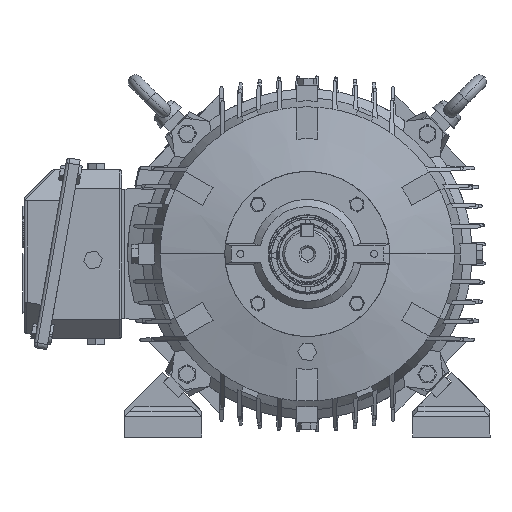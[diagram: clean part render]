
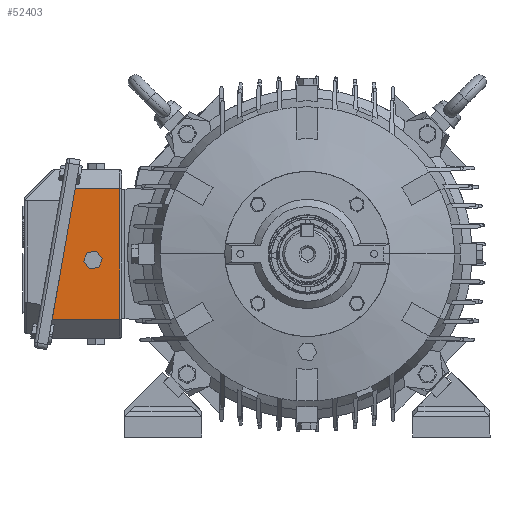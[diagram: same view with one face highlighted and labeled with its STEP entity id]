
A CAD part, left-side view. The second image highlights one B-rep face of the part: STEP entity #52403.
In plain terms, the highlighted face is planar.
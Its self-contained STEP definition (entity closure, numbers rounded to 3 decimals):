
#888 = CIRCLE ( 'NONE', #82417, 5. ) ;
#1410 = VECTOR ( 'NONE', #32432, 1000. ) ;
#3987 = LINE ( 'NONE', #106049, #1410 ) ;
#4755 = VECTOR ( 'NONE', #88328, 1000. ) ;
#5336 = EDGE_CURVE ( 'NONE', #58105, #56682, #3987, .T. ) ;
#8266 = DIRECTION ( 'NONE',  ( 0., 0., -1. ) ) ;
#10364 = CIRCLE ( 'NONE', #53388, 5. ) ;
#12948 = EDGE_CURVE ( 'NONE', #35388, #22283, #10364, .T. ) ;
#14878 = CARTESIAN_POINT ( 'NONE',  ( 18.343, 0., -78. ) ) ;
#15109 = EDGE_LOOP ( 'NONE', ( #28851, #47541 ) ) ;
#15500 = DIRECTION ( 'NONE',  ( 0., 0., -1. ) ) ;
#15823 = EDGE_CURVE ( 'NONE', #89914, #65757, #77899, .T. ) ;
#19312 = EDGE_LOOP ( 'NONE', ( #42978, #28072, #46643, #81078 ) ) ;
#20726 = VECTOR ( 'NONE', #95193, 1000. ) ;
#22283 = VERTEX_POINT ( 'NONE', #73856 ) ;
#24373 = PLANE ( 'NONE',  #30854 ) ;
#24461 = DIRECTION ( 'NONE',  ( 0.985, 0.174, 0. ) ) ;
#28072 = ORIENTED_EDGE ( 'NONE', *, *, #5336, .T. ) ;
#28851 = ORIENTED_EDGE ( 'NONE', *, *, #12948, .F. ) ;
#30348 = FACE_BOUND ( 'NONE', #15109, .T. ) ;
#30854 = AXIS2_PLACEMENT_3D ( 'NONE', #32614, #8266, #66013 ) ;
#32432 = DIRECTION ( 'NONE',  ( -1., 0., 0. ) ) ;
#32614 = CARTESIAN_POINT ( 'NONE',  ( 0., 0., -78. ) ) ;
#35388 = VERTEX_POINT ( 'NONE', #65256 ) ;
#37835 = CARTESIAN_POINT ( 'NONE',  ( 144.983, 0., -78. ) ) ;
#39384 = CARTESIAN_POINT ( 'NONE',  ( 18.343, 2., -78. ) ) ;
#41653 = CARTESIAN_POINT ( 'NONE',  ( -7.217, 40.929, -78. ) ) ;
#42737 = DIRECTION ( 'NONE',  ( -1., 0., 0. ) ) ;
#42978 = ORIENTED_EDGE ( 'NONE', *, *, #60476, .F. ) ;
#44448 = FACE_OUTER_BOUND ( 'NONE', #19312, .T. ) ;
#46643 = ORIENTED_EDGE ( 'NONE', *, *, #99719, .F. ) ;
#47541 = ORIENTED_EDGE ( 'NONE', *, *, #76303, .F. ) ;
#52403 = ADVANCED_FACE ( 'NONE', ( #30348, #44448 ), #24373, .T. ) ;
#53388 = AXIS2_PLACEMENT_3D ( 'NONE', #59968, #76783, #42737 ) ;
#56682 = VERTEX_POINT ( 'NONE', #39384 ) ;
#58105 = VERTEX_POINT ( 'NONE', #99047 ) ;
#59968 = CARTESIAN_POINT ( 'NONE',  ( 87.503, 28.088, -78. ) ) ;
#60476 = EDGE_CURVE ( 'NONE', #58105, #65757, #102896, .T. ) ;
#63863 = LINE ( 'NONE', #14878, #4755 ) ;
#65256 = CARTESIAN_POINT ( 'NONE',  ( 82.503, 28.088, -78. ) ) ;
#65757 = VERTEX_POINT ( 'NONE', #74900 ) ;
#66013 = DIRECTION ( 'NONE',  ( -1., 0., 0. ) ) ;
#73856 = CARTESIAN_POINT ( 'NONE',  ( 92.503, 28.088, -78. ) ) ;
#74900 = CARTESIAN_POINT ( 'NONE',  ( 144.983, 67.766, -78. ) ) ;
#76303 = EDGE_CURVE ( 'NONE', #22283, #35388, #888, .T. ) ;
#76783 = DIRECTION ( 'NONE',  ( 0., 0., -1. ) ) ;
#77899 = LINE ( 'NONE', #41653, #106216 ) ;
#81078 = ORIENTED_EDGE ( 'NONE', *, *, #15823, .T. ) ;
#81447 = CARTESIAN_POINT ( 'NONE',  ( 87.503, 28.088, -78. ) ) ;
#82139 = DIRECTION ( 'NONE',  ( -1., 0., 0. ) ) ;
#82417 = AXIS2_PLACEMENT_3D ( 'NONE', #81447, #15500, #82139 ) ;
#86194 = CARTESIAN_POINT ( 'NONE',  ( 18.343, 45.436, -78. ) ) ;
#88328 = DIRECTION ( 'NONE',  ( 0., -1., 0. ) ) ;
#89914 = VERTEX_POINT ( 'NONE', #86194 ) ;
#95193 = DIRECTION ( 'NONE',  ( 0., 1., 0. ) ) ;
#99047 = CARTESIAN_POINT ( 'NONE',  ( 144.983, 2., -78. ) ) ;
#99719 = EDGE_CURVE ( 'NONE', #89914, #56682, #63863, .T. ) ;
#102896 = LINE ( 'NONE', #37835, #20726 ) ;
#106049 = CARTESIAN_POINT ( 'NONE',  ( 18.343, 2., -78. ) ) ;
#106216 = VECTOR ( 'NONE', #24461, 1000. ) ;
